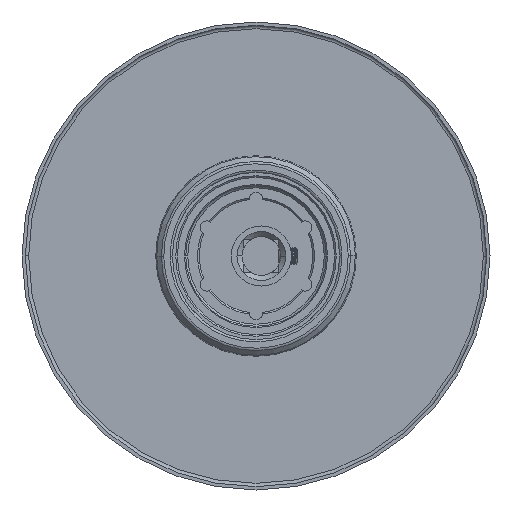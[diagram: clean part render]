
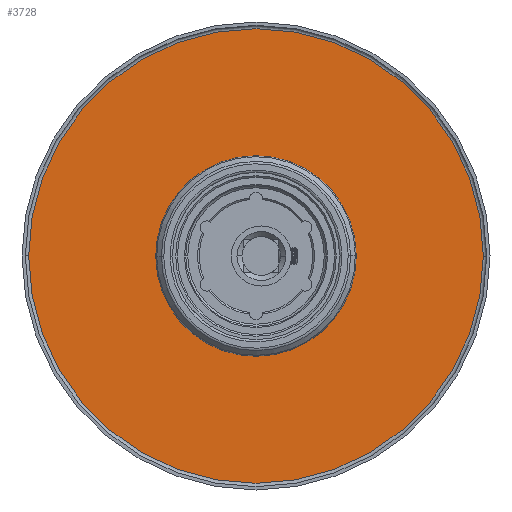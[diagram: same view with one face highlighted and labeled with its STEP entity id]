
A CAD part, left-side view. The second image highlights one B-rep face of the part: STEP entity #3728.
In plain terms, the highlighted face is planar.
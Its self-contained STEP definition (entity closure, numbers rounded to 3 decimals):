
#3279=CARTESIAN_POINT('',(0.,9.,0.));
#3280=DIRECTION('',(0.,-1.,0.));
#3281=DIRECTION('',(1.,0.,0.));
#3282=AXIS2_PLACEMENT_3D('',#3279,#3280,#3281);
#3287=CARTESIAN_POINT('',(0.,9.,0.));
#3288=DIRECTION('',(0.,-1.,0.));
#3289=DIRECTION('',(-1.,0.,0.));
#3290=AXIS2_PLACEMENT_3D('',#3287,#3288,#3289);
#3295=CARTESIAN_POINT('',(0.,9.,0.));
#3296=DIRECTION('',(0.,-1.,0.));
#3297=DIRECTION('',(-1.,0.,0.));
#3298=AXIS2_PLACEMENT_3D('',#3295,#3296,#3297);
#3303=CARTESIAN_POINT('',(0.,9.,0.));
#3304=DIRECTION('',(0.,-1.,0.));
#3305=DIRECTION('',(1.,0.,0.));
#3306=AXIS2_PLACEMENT_3D('',#3303,#3304,#3305);
#3531=CARTESIAN_POINT('',(68.,9.,0.));
#3532=CARTESIAN_POINT('',(-68.,9.,0.));
#3533=VERTEX_POINT('',#3531);
#3534=VERTEX_POINT('',#3532);
#3543=CARTESIAN_POINT('',(-27.449,9.,0.));
#3544=CARTESIAN_POINT('',(27.449,9.,0.));
#3545=VERTEX_POINT('',#3543);
#3546=VERTEX_POINT('',#3544);
#3713=CARTESIAN_POINT('',(0.,9.,0.));
#3714=DIRECTION('',(0.,1.,0.));
#3715=DIRECTION('',(1.,0.,0.));
#3716=AXIS2_PLACEMENT_3D('',#3713,#3714,#3715);
#3717=PLANE('',#3716);
#3718=ORIENTED_EDGE('',*,*,#3695,.F.);
#3719=ORIENTED_EDGE('',*,*,#3680,.F.);
#3720=EDGE_LOOP('',(#3718,#3719));
#3721=FACE_OUTER_BOUND('',#3720,.F.);
#3723=ORIENTED_EDGE('',*,*,#3722,.T.);
#3725=ORIENTED_EDGE('',*,*,#3724,.T.);
#3726=EDGE_LOOP('',(#3723,#3725));
#3727=FACE_BOUND('',#3726,.F.);
#3728=ADVANCED_FACE('',(#3721,#3727),#3717,.F.);
#3283=CIRCLE('',#3282,68.);
#3291=CIRCLE('',#3290,68.);
#3299=CIRCLE('',#3298,27.449);
#3307=CIRCLE('',#3306,27.449);
#3680=EDGE_CURVE('',#3534,#3533,#3291,.T.);
#3695=EDGE_CURVE('',#3533,#3534,#3283,.T.);
#3722=EDGE_CURVE('',#3545,#3546,#3299,.T.);
#3724=EDGE_CURVE('',#3546,#3545,#3307,.T.);
